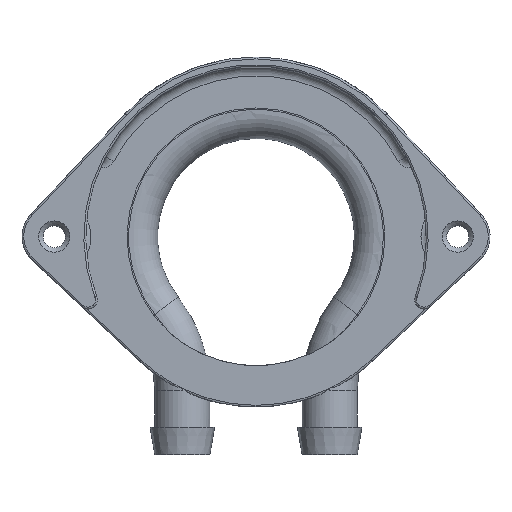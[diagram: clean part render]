
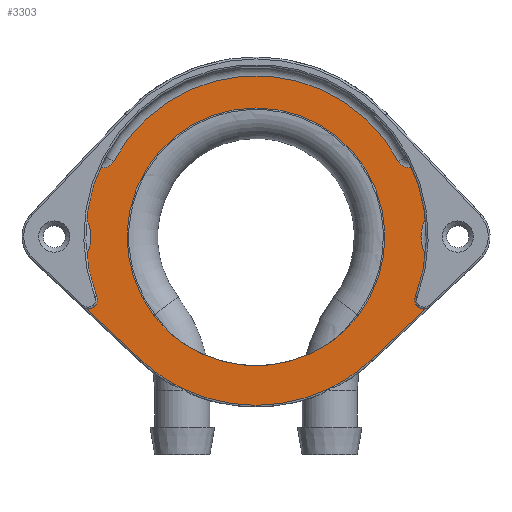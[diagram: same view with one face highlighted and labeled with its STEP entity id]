
A CAD part, top view. The second image highlights one B-rep face of the part: STEP entity #3303.
In plain terms, the highlighted planar face has unit normal (0, 0, 1).
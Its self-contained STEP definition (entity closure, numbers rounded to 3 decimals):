
#138=FACE_BOUND('',#812,.T.);
#162=PLANE('',#3750);
#247=LINE('',#6883,#359);
#249=LINE('',#6963,#361);
#253=LINE('',#7190,#365);
#254=LINE('',#7273,#366);
#268=LINE('',#7854,#380);
#272=LINE('',#7867,#384);
#359=VECTOR('',#4379,10.);
#361=VECTOR('',#4397,10.);
#365=VECTOR('',#4435,10.);
#366=VECTOR('',#4454,10.);
#380=VECTOR('',#4630,10.);
#384=VECTOR('',#4648,10.);
#590=FACE_OUTER_BOUND('',#811,.T.);
#811=EDGE_LOOP('',(#2943,#2944,#2945,#2946,#2947,#2948,#2949,#2950,#2951,
#2952,#2953,#2954,#2955,#2956,#2957,#2958,#2959,#2960,#2961));
#812=EDGE_LOOP('',(#2962,#2963,#2964,#2965));
#953=CIRCLE('',#3343,13.676);
#957=CIRCLE('',#3348,13.676);
#986=CIRCLE('',#3392,14.);
#987=CIRCLE('',#3393,14.);
#988=CIRCLE('',#3394,14.);
#998=CIRCLE('',#3408,14.);
#1115=CIRCLE('',#3593,18.3);
#1124=CIRCLE('',#3607,4.);
#1127=CIRCLE('',#3610,4.);
#1128=CIRCLE('',#3614,18.3);
#1140=CIRCLE('',#3631,18.3);
#1143=CIRCLE('',#3638,4.);
#1146=CIRCLE('',#3642,1.3);
#1207=CIRCLE('',#3733,1.3);
#1209=CIRCLE('',#3736,1.3);
#1213=CIRCLE('',#3741,17.5);
#1216=CIRCLE('',#3745,1.3);
#1239=VERTEX_POINT('',#4843);
#1240=VERTEX_POINT('',#4852);
#1243=VERTEX_POINT('',#4859);
#1244=VERTEX_POINT('',#4861);
#1278=VERTEX_POINT('',#5042);
#1281=VERTEX_POINT('',#5056);
#1282=VERTEX_POINT('',#5083);
#1283=VERTEX_POINT('',#5115);
#1436=VERTEX_POINT('',#6876);
#1438=VERTEX_POINT('',#6881);
#1442=VERTEX_POINT('',#6953);
#1443=VERTEX_POINT('',#6961);
#1445=VERTEX_POINT('',#7035);
#1450=VERTEX_POINT('',#7065);
#1452=VERTEX_POINT('',#7075);
#1460=VERTEX_POINT('',#7174);
#1461=VERTEX_POINT('',#7188);
#1467=VERTEX_POINT('',#7262);
#1469=VERTEX_POINT('',#7271);
#1475=VERTEX_POINT('',#7311);
#1516=VERTEX_POINT('',#7886);
#1518=VERTEX_POINT('',#7892);
#1519=VERTEX_POINT('',#7897);
#1535=EDGE_CURVE('',#1239,#1240,#953,.T.);
#1539=EDGE_CURVE('',#1243,#1244,#957,.T.);
#1587=EDGE_CURVE('',#1278,#1281,#986,.T.);
#1588=EDGE_CURVE('',#1282,#1278,#987,.T.);
#1591=EDGE_CURVE('',#1281,#1283,#988,.T.);
#1609=EDGE_CURVE('',#1283,#1282,#998,.T.);
#1851=EDGE_CURVE('',#1436,#1239,#1115,.T.);
#1853=EDGE_CURVE('',#1438,#1436,#247,.T.);
#1864=EDGE_CURVE('',#1443,#1442,#249,.T.);
#1868=EDGE_CURVE('',#1442,#1445,#1124,.T.);
#1871=EDGE_CURVE('',#1445,#1438,#1127,.T.);
#1878=EDGE_CURVE('',#1450,#1452,#1128,.T.);
#1891=EDGE_CURVE('',#1461,#1460,#253,.T.);
#1902=EDGE_CURVE('',#1469,#1467,#254,.T.);
#1904=EDGE_CURVE('',#1244,#1469,#1140,.T.);
#1913=EDGE_CURVE('',#1467,#1461,#1143,.T.);
#1916=EDGE_CURVE('',#1460,#1475,#1146,.T.);
#1986=EDGE_CURVE('',#1240,#1450,#268,.T.);
#1993=EDGE_CURVE('',#1452,#1243,#272,.T.);
#2003=EDGE_CURVE('',#1516,#1443,#1207,.T.);
#2005=EDGE_CURVE('',#1475,#1518,#1209,.T.);
#2009=EDGE_CURVE('',#1518,#1519,#1213,.T.);
#2012=EDGE_CURVE('',#1519,#1516,#1216,.T.);
#2943=ORIENTED_EDGE('',*,*,#1864,.F.);
#2944=ORIENTED_EDGE('',*,*,#2003,.F.);
#2945=ORIENTED_EDGE('',*,*,#2012,.F.);
#2946=ORIENTED_EDGE('',*,*,#2009,.F.);
#2947=ORIENTED_EDGE('',*,*,#2005,.F.);
#2948=ORIENTED_EDGE('',*,*,#1916,.F.);
#2949=ORIENTED_EDGE('',*,*,#1891,.F.);
#2950=ORIENTED_EDGE('',*,*,#1913,.F.);
#2951=ORIENTED_EDGE('',*,*,#1902,.F.);
#2952=ORIENTED_EDGE('',*,*,#1904,.F.);
#2953=ORIENTED_EDGE('',*,*,#1539,.F.);
#2954=ORIENTED_EDGE('',*,*,#1993,.F.);
#2955=ORIENTED_EDGE('',*,*,#1878,.F.);
#2956=ORIENTED_EDGE('',*,*,#1986,.F.);
#2957=ORIENTED_EDGE('',*,*,#1535,.F.);
#2958=ORIENTED_EDGE('',*,*,#1851,.F.);
#2959=ORIENTED_EDGE('',*,*,#1853,.F.);
#2960=ORIENTED_EDGE('',*,*,#1871,.F.);
#2961=ORIENTED_EDGE('',*,*,#1868,.F.);
#2962=ORIENTED_EDGE('',*,*,#1588,.T.);
#2963=ORIENTED_EDGE('',*,*,#1587,.T.);
#2964=ORIENTED_EDGE('',*,*,#1591,.T.);
#2965=ORIENTED_EDGE('',*,*,#1609,.T.);
#3303=ADVANCED_FACE('',(#590,#138),#162,.T.);
#3343=AXIS2_PLACEMENT_3D('',#4853,#3795,#3796);
#3348=AXIS2_PLACEMENT_3D('',#4862,#3805,#3806);
#3392=AXIS2_PLACEMENT_3D('',#5058,#3907,#3908);
#3393=AXIS2_PLACEMENT_3D('',#5084,#3909,#3910);
#3394=AXIS2_PLACEMENT_3D('',#5122,#3911,#3912);
#3408=AXIS2_PLACEMENT_3D('',#5275,#3939,#3940);
#3593=AXIS2_PLACEMENT_3D('',#6878,#4373,#4374);
#3607=AXIS2_PLACEMENT_3D('',#7036,#4405,#4406);
#3610=AXIS2_PLACEMENT_3D('',#7040,#4411,#4412);
#3614=AXIS2_PLACEMENT_3D('',#7076,#4421,#4422);
#3631=AXIS2_PLACEMENT_3D('',#7276,#4458,#4459);
#3638=AXIS2_PLACEMENT_3D('',#7306,#4475,#4476);
#3642=AXIS2_PLACEMENT_3D('',#7312,#4483,#4484);
#3733=AXIS2_PLACEMENT_3D('',#7888,#4679,#4680);
#3736=AXIS2_PLACEMENT_3D('',#7893,#4685,#4686);
#3741=AXIS2_PLACEMENT_3D('',#7899,#4695,#4696);
#3745=AXIS2_PLACEMENT_3D('',#7904,#4703,#4704);
#3750=AXIS2_PLACEMENT_3D('',#7909,#4713,#4714);
#3795=DIRECTION('center_axis',(0.,0.,1.));
#3796=DIRECTION('ref_axis',(-1.,0.,0.));
#3805=DIRECTION('center_axis',(0.,0.,1.));
#3806=DIRECTION('ref_axis',(-1.,0.,0.));
#3907=DIRECTION('center_axis',(0.,0.,-1.));
#3908=DIRECTION('ref_axis',(1.,0.,0.));
#3909=DIRECTION('center_axis',(0.,0.,-1.));
#3910=DIRECTION('ref_axis',(1.,0.,0.));
#3911=DIRECTION('center_axis',(0.,0.,-1.));
#3912=DIRECTION('ref_axis',(1.,0.,0.));
#3939=DIRECTION('center_axis',(0.,0.,-1.));
#3940=DIRECTION('ref_axis',(1.,0.,0.));
#4373=DIRECTION('center_axis',(0.,0.,-1.));
#4374=DIRECTION('ref_axis',(0.565,-0.825,0.));
#4379=DIRECTION('',(-0.729,-0.684,0.));
#4397=DIRECTION('',(0.684,-0.73,0.));
#4405=DIRECTION('center_axis',(0.,0.,1.));
#4406=DIRECTION('ref_axis',(1.,0.,0.));
#4411=DIRECTION('center_axis',(0.,0.,1.));
#4412=DIRECTION('ref_axis',(1.,0.,0.));
#4421=DIRECTION('center_axis',(0.,0.,-1.));
#4422=DIRECTION('ref_axis',(0.,-1.,0.));
#4435=DIRECTION('',(0.684,0.73,0.));
#4454=DIRECTION('',(-0.729,0.684,0.));
#4458=DIRECTION('center_axis',(0.,0.,-1.));
#4459=DIRECTION('ref_axis',(-0.565,-0.825,0.));
#4475=DIRECTION('center_axis',(0.,0.,1.));
#4476=DIRECTION('ref_axis',(1.,0.,0.));
#4483=DIRECTION('center_axis',(0.,0.,1.));
#4484=DIRECTION('ref_axis',(-0.95,-0.312,0.));
#4630=DIRECTION('',(0.,1.,0.));
#4648=DIRECTION('',(0.,-1.,0.));
#4679=DIRECTION('center_axis',(0.,0.,1.));
#4680=DIRECTION('ref_axis',(0.95,-0.312,0.));
#4685=DIRECTION('center_axis',(0.,0.,1.));
#4686=DIRECTION('ref_axis',(0.027,-1.,0.));
#4695=DIRECTION('center_axis',(0.,0.,-1.));
#4696=DIRECTION('ref_axis',(0.,1.,0.));
#4703=DIRECTION('center_axis',(0.,0.,1.));
#4704=DIRECTION('ref_axis',(-0.027,-1.,0.));
#4713=DIRECTION('center_axis',(0.,0.,1.));
#4714=DIRECTION('ref_axis',(1.,0.,0.));
#4843=CARTESIAN_POINT('',(8.002,-16.458,-17.));
#4852=CARTESIAN_POINT('',(8.,-16.681,-17.));
#4853=CARTESIAN_POINT('Origin',(21.676,-16.681,-17.));
#4859=CARTESIAN_POINT('',(-8.,-16.681,-17.));
#4861=CARTESIAN_POINT('',(-8.002,-16.458,-17.));
#4862=CARTESIAN_POINT('Origin',(-21.676,-16.681,-17.));
#5042=CARTESIAN_POINT('',(-11.095,-8.538,-17.));
#5056=CARTESIAN_POINT('',(11.095,-8.538,-17.));
#5058=CARTESIAN_POINT('Origin',(0.,0.,-17.));
#5083=CARTESIAN_POINT('',(-9.679,-10.115,-17.));
#5084=CARTESIAN_POINT('Origin',(0.,0.,-17.));
#5115=CARTESIAN_POINT('',(9.679,-10.115,-17.));
#5122=CARTESIAN_POINT('Origin',(0.,0.,-17.));
#5275=CARTESIAN_POINT('Origin',(0.,0.,-17.));
#6876=CARTESIAN_POINT('',(12.523,-13.345,-17.));
#6878=CARTESIAN_POINT('Origin',(0.,0.,-17.));
#6881=CARTESIAN_POINT('',(22.53,-3.953,-17.));
#6883=CARTESIAN_POINT('',(18.351,-7.875,-17.));
#6953=CARTESIAN_POINT('',(22.784,3.906,-17.));
#6961=CARTESIAN_POINT('',(18.438,8.546,-17.));
#6963=CARTESIAN_POINT('',(16.194,10.943,-17.));
#7035=CARTESIAN_POINT('',(17.921,0.,-17.));
#7036=CARTESIAN_POINT('Origin',(21.921,0.,-17.));
#7040=CARTESIAN_POINT('Origin',(21.921,0.,-17.));
#7065=CARTESIAN_POINT('',(8.,-16.459,-17.));
#7075=CARTESIAN_POINT('',(-8.,-16.459,-17.));
#7076=CARTESIAN_POINT('Origin',(0.,0.,-17.));
#7174=CARTESIAN_POINT('',(-18.438,8.546,-17.));
#7188=CARTESIAN_POINT('',(-22.784,3.906,-17.));
#7190=CARTESIAN_POINT('',(-19.208,7.724,-17.));
#7262=CARTESIAN_POINT('',(-22.53,-3.953,-17.));
#7271=CARTESIAN_POINT('',(-12.523,-13.345,-17.));
#7273=CARTESIAN_POINT('',(-12.523,-13.345,-17.));
#7276=CARTESIAN_POINT('Origin',(0.,0.,-17.));
#7306=CARTESIAN_POINT('Origin',(-21.921,0.,-17.));
#7311=CARTESIAN_POINT('',(-17.717,8.146,-17.));
#7312=CARTESIAN_POINT('Origin',(-17.479,9.424,-17.));
#7854=CARTESIAN_POINT('',(8.,-18.5,-17.));
#7867=CARTESIAN_POINT('',(-8.,-16.681,-17.));
#7886=CARTESIAN_POINT('',(17.717,8.146,-17.));
#7888=CARTESIAN_POINT('Origin',(17.479,9.424,-17.));
#7892=CARTESIAN_POINT('',(-15.456,8.208,-17.));
#7893=CARTESIAN_POINT('Origin',(-16.604,8.818,-17.));
#7897=CARTESIAN_POINT('',(15.456,8.208,-17.));
#7899=CARTESIAN_POINT('Origin',(0.,0.,-17.));
#7904=CARTESIAN_POINT('Origin',(16.604,8.818,-17.));
#7909=CARTESIAN_POINT('Origin',(0.,0.,-17.));
